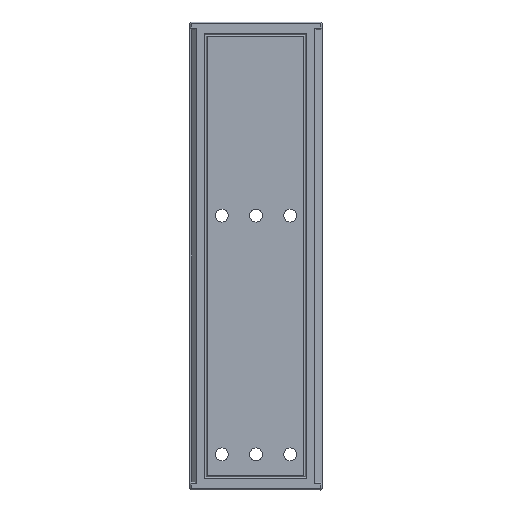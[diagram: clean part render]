
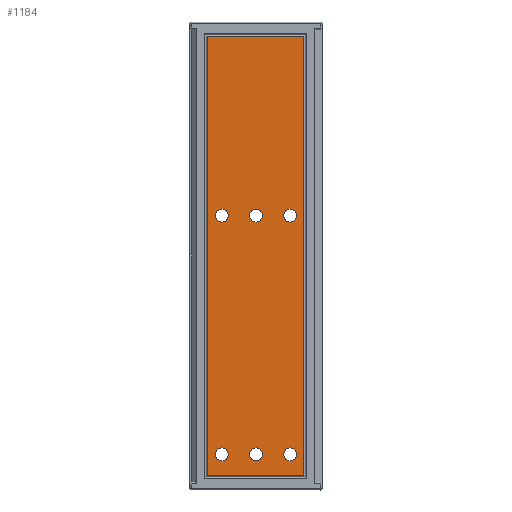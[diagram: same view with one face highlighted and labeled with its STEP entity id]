
A CAD part, front view. The second image highlights one B-rep face of the part: STEP entity #1184.
In plain terms, the highlighted planar face has unit normal (0, -1, 0).
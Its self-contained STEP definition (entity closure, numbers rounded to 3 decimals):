
#28=FACE_BOUND('',#228,.T.);
#29=FACE_BOUND('',#229,.T.);
#30=FACE_BOUND('',#230,.T.);
#31=FACE_BOUND('',#231,.T.);
#32=FACE_BOUND('',#232,.T.);
#33=FACE_BOUND('',#233,.T.);
#82=PLANE('',#1285);
#151=FACE_OUTER_BOUND('',#227,.T.);
#227=EDGE_LOOP('',(#1065,#1066,#1067,#1068));
#228=EDGE_LOOP('',(#1069));
#229=EDGE_LOOP('',(#1070));
#230=EDGE_LOOP('',(#1071));
#231=EDGE_LOOP('',(#1072));
#232=EDGE_LOOP('',(#1073));
#233=EDGE_LOOP('',(#1074));
#305=LINE('',#1779,#447);
#314=LINE('',#1796,#456);
#344=LINE('',#1856,#486);
#346=LINE('',#1859,#488);
#447=VECTOR('',#1457,10.);
#456=VECTOR('',#1470,10.);
#486=VECTOR('',#1522,10.);
#488=VECTOR('',#1526,10.);
#533=CIRCLE('',#1217,1.7);
#535=CIRCLE('',#1221,1.7);
#537=CIRCLE('',#1225,1.7);
#539=CIRCLE('',#1229,1.7);
#541=CIRCLE('',#1233,1.7);
#543=CIRCLE('',#1237,1.7);
#555=VERTEX_POINT('',#1639);
#557=VERTEX_POINT('',#1647);
#559=VERTEX_POINT('',#1655);
#561=VERTEX_POINT('',#1663);
#563=VERTEX_POINT('',#1671);
#565=VERTEX_POINT('',#1679);
#596=VERTEX_POINT('',#1777);
#597=VERTEX_POINT('',#1778);
#603=VERTEX_POINT('',#1794);
#622=VERTEX_POINT('',#1855);
#651=EDGE_CURVE('',#555,#555,#533,.T.);
#655=EDGE_CURVE('',#557,#557,#535,.T.);
#659=EDGE_CURVE('',#559,#559,#537,.T.);
#663=EDGE_CURVE('',#561,#561,#539,.T.);
#667=EDGE_CURVE('',#563,#563,#541,.T.);
#671=EDGE_CURVE('',#565,#565,#543,.T.);
#719=EDGE_CURVE('',#596,#597,#305,.T.);
#728=EDGE_CURVE('',#603,#597,#314,.T.);
#758=EDGE_CURVE('',#603,#622,#344,.T.);
#760=EDGE_CURVE('',#622,#596,#346,.T.);
#1065=ORIENTED_EDGE('',*,*,#728,.F.);
#1066=ORIENTED_EDGE('',*,*,#758,.T.);
#1067=ORIENTED_EDGE('',*,*,#760,.T.);
#1068=ORIENTED_EDGE('',*,*,#719,.T.);
#1069=ORIENTED_EDGE('',*,*,#659,.T.);
#1070=ORIENTED_EDGE('',*,*,#671,.T.);
#1071=ORIENTED_EDGE('',*,*,#655,.T.);
#1072=ORIENTED_EDGE('',*,*,#663,.T.);
#1073=ORIENTED_EDGE('',*,*,#667,.T.);
#1074=ORIENTED_EDGE('',*,*,#651,.T.);
#1184=ADVANCED_FACE('',(#151,#28,#29,#30,#31,#32,#33),#82,.T.);
#1217=AXIS2_PLACEMENT_3D('',#1641,#1322,#1323);
#1221=AXIS2_PLACEMENT_3D('',#1649,#1332,#1333);
#1225=AXIS2_PLACEMENT_3D('',#1657,#1342,#1343);
#1229=AXIS2_PLACEMENT_3D('',#1665,#1352,#1353);
#1233=AXIS2_PLACEMENT_3D('',#1673,#1362,#1363);
#1237=AXIS2_PLACEMENT_3D('',#1681,#1372,#1373);
#1285=AXIS2_PLACEMENT_3D('',#1916,#1585,#1586);
#1322=DIRECTION('center_axis',(0.,1.,0.));
#1323=DIRECTION('ref_axis',(-1.,0.,0.));
#1332=DIRECTION('center_axis',(0.,1.,0.));
#1333=DIRECTION('ref_axis',(-1.,0.,0.));
#1342=DIRECTION('center_axis',(0.,1.,0.));
#1343=DIRECTION('ref_axis',(-1.,0.,0.));
#1352=DIRECTION('center_axis',(0.,1.,0.));
#1353=DIRECTION('ref_axis',(-1.,0.,0.));
#1362=DIRECTION('center_axis',(0.,1.,0.));
#1363=DIRECTION('ref_axis',(-1.,0.,0.));
#1372=DIRECTION('center_axis',(0.,1.,0.));
#1373=DIRECTION('ref_axis',(-1.,0.,0.));
#1457=DIRECTION('',(1.,0.,0.));
#1470=DIRECTION('',(0.,0.,-1.));
#1522=DIRECTION('',(-1.,0.,0.));
#1526=DIRECTION('',(0.,0.,-1.));
#1585=DIRECTION('center_axis',(0.,-1.,0.));
#1586=DIRECTION('ref_axis',(0.,0.,
1.));
#1639=CARTESIAN_POINT('',(45.2,3.361,-63.064));
#1641=CARTESIAN_POINT('Origin',(43.5,3.361,-63.064));
#1647=CARTESIAN_POINT('',(27.2,3.361,-63.064));
#1649=CARTESIAN_POINT('Origin',(25.5,3.361,-63.064));
#1655=CARTESIAN_POINT('',(45.2,3.361,-0.064));
#1657=CARTESIAN_POINT('Origin',(43.5,3.361,-0.064));
#1663=CARTESIAN_POINT('',(27.2,3.361,-0.064));
#1665=CARTESIAN_POINT('Origin',(25.5,3.361,-0.064));
#1671=CARTESIAN_POINT('',(36.2,3.361,-63.064));
#1673=CARTESIAN_POINT('Origin',(34.5,3.361,-63.064));
#1679=CARTESIAN_POINT('',(36.2,3.361,-0.064));
#1681=CARTESIAN_POINT('Origin',(34.5,3.361,-0.064));
#1777=CARTESIAN_POINT('',(21.661,3.361,-68.664));
#1778=CARTESIAN_POINT('',(47.061,3.361,-68.664));
#1779=CARTESIAN_POINT('',(20.081,3.361,-68.664));
#1794=CARTESIAN_POINT('',(47.061,3.361,47.236));
#1796=CARTESIAN_POINT('',(47.061,3.361,42.036));
#1855=CARTESIAN_POINT('',(21.661,3.361,47.236));
#1856=CARTESIAN_POINT('',(32.781,3.361,47.236));
#1859=CARTESIAN_POINT('',(21.661,3.361,42.636));
#1916=CARTESIAN_POINT('Origin',(18.5,3.361,38.036));
